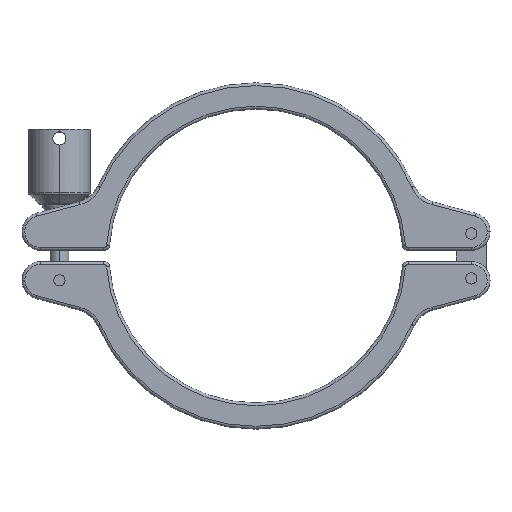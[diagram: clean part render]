
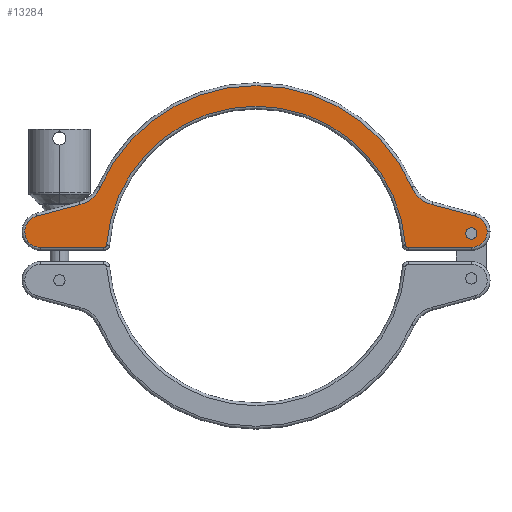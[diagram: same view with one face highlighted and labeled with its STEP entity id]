
A CAD part, top view. The second image highlights one B-rep face of the part: STEP entity #13284.
In plain terms, the highlighted planar face has unit normal (0, 0, 1).
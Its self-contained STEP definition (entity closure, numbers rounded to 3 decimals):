
#39 = CARTESIAN_POINT ( 'NONE',  ( 115., 4.5, 12. ) ) ;
#46 = CARTESIAN_POINT ( 'NONE',  ( -83.278, 36.684, 12. ) ) ;
#178 = ORIENTED_EDGE ( 'NONE', *, *, #1833, .T. ) ;
#193 = CIRCLE ( 'NONE', #2151, 16.5 ) ;
#200 = CARTESIAN_POINT ( 'NONE',  ( 79.783, 5.89, 12. ) ) ;
#203 = VERTEX_POINT ( 'NONE', #3731 ) ;
#208 = EDGE_CURVE ( 'NONE', #2494, #203, #8687, .T. ) ;
#367 = AXIS2_PLACEMENT_3D ( 'NONE', #1749, #666, #8145 ) ;
#389 = CARTESIAN_POINT ( 'NONE',  ( -117.2, 21.21, 12. ) ) ;
#571 = EDGE_CURVE ( 'NONE', #9403, #8857, #8469, .T. ) ;
#666 = DIRECTION ( 'NONE',  ( 0., 0., 1. ) ) ;
#673 = ORIENTED_EDGE ( 'NONE', *, *, #4545, .T. ) ;
#870 = CIRCLE ( 'NONE', #12855, 80. ) ;
#939 = EDGE_CURVE ( 'NONE', #2147, #10546, #8197, .T. ) ;
#958 = DIRECTION ( 'NONE',  ( 0., 0., 1. ) ) ;
#1164 = CARTESIAN_POINT ( 'NONE',  ( 115., 13., 12. ) ) ;
#1206 = AXIS2_PLACEMENT_3D ( 'NONE', #11781, #1340, #8618 ) ;
#1214 = ORIENTED_EDGE ( 'NONE', *, *, #2121, .T. ) ;
#1307 = DIRECTION ( 'NONE',  ( 1., 0., 0. ) ) ;
#1340 = DIRECTION ( 'NONE',  ( 0., 0., -1. ) ) ;
#1433 = CIRCLE ( 'NONE', #2087, 1.5 ) ;
#1526 = CIRCLE ( 'NONE', #7415, 1.5 ) ;
#1545 = CARTESIAN_POINT ( 'NONE',  ( 83.278, 36.684, 12. ) ) ;
#1592 = CIRCLE ( 'NONE', #4205, 3. ) ;
#1749 = CARTESIAN_POINT ( 'NONE',  ( -98.378, 43.336, 12. ) ) ;
#1833 = EDGE_CURVE ( 'NONE', #4866, #7661, #10766, .T. ) ;
#1999 = VERTEX_POINT ( 'NONE', #4107 ) ;
#2041 = VERTEX_POINT ( 'NONE', #7322 ) ;
#2087 = AXIS2_PLACEMENT_3D ( 'NONE', #11748, #12775, #1307 ) ;
#2121 = EDGE_CURVE ( 'NONE', #203, #2147, #5979, .T. ) ;
#2147 = VERTEX_POINT ( 'NONE', #13033 ) ;
#2151 = AXIS2_PLACEMENT_3D ( 'NONE', #9959, #4718, #2457 ) ;
#2320 = DIRECTION ( 'NONE',  ( 1., 0., 0. ) ) ;
#2457 = DIRECTION ( 'NONE',  ( 1., 0., 0. ) ) ;
#2478 = CIRCLE ( 'NONE', #6622, 8.5 ) ;
#2494 = VERTEX_POINT ( 'NONE', #9657 ) ;
#2614 = ORIENTED_EDGE ( 'NONE', *, *, #5006, .T. ) ;
#2751 = DIRECTION ( 'NONE',  ( 0., 0., 1. ) ) ;
#2812 = CARTESIAN_POINT ( 'NONE',  ( -81.279, 4.5, 12. ) ) ;
#2852 = CIRCLE ( 'NONE', #3060, 16.5 ) ;
#3060 = AXIS2_PLACEMENT_3D ( 'NONE', #6331, #9589, #8364 ) ;
#3080 = CARTESIAN_POINT ( 'NONE',  ( 0., 0., 12. ) ) ;
#3376 = ORIENTED_EDGE ( 'NONE', *, *, #208, .T. ) ;
#3707 = ORIENTED_EDGE ( 'NONE', *, *, #11968, .T. ) ;
#3731 = CARTESIAN_POINT ( 'NONE',  ( -117.2, 21.21, 12. ) ) ;
#3764 = CARTESIAN_POINT ( 'NONE',  ( 81.279, 6., 12. ) ) ;
#3787 = EDGE_CURVE ( 'NONE', #2041, #7432, #193, .T. ) ;
#3983 = ORIENTED_EDGE ( 'NONE', *, *, #10136, .T. ) ;
#4107 = CARTESIAN_POINT ( 'NONE',  ( 112., 12., 12. ) ) ;
#4205 = AXIS2_PLACEMENT_3D ( 'NONE', #8777, #12966, #2320 ) ;
#4257 = DIRECTION ( 'NONE',  ( 0., 0., -1. ) ) ;
#4300 = DIRECTION ( 'NONE',  ( 1., 0., 0. ) ) ;
#4384 = EDGE_LOOP ( 'NONE', ( #3707, #9704 ) ) ;
#4443 = AXIS2_PLACEMENT_3D ( 'NONE', #1164, #5328, #11593 ) ;
#4449 = AXIS2_PLACEMENT_3D ( 'NONE', #7835, #8036, #12154 ) ;
#4461 = CIRCLE ( 'NONE', #1206, 3. ) ;
#4545 = EDGE_CURVE ( 'NONE', #7661, #2041, #8165, .T. ) ;
#4676 = CARTESIAN_POINT ( 'NONE',  ( 0., 0., 12. ) ) ;
#4718 = DIRECTION ( 'NONE',  ( 0., 0., -1. ) ) ;
#4866 = VERTEX_POINT ( 'NONE', #10969 ) ;
#4872 = AXIS2_PLACEMENT_3D ( 'NONE', #4676, #2751, #7121 ) ;
#4943 = ORIENTED_EDGE ( 'NONE', *, *, #939, .T. ) ;
#4986 = CARTESIAN_POINT ( 'NONE',  ( -81.279, 4.5, 12. ) ) ;
#5006 = EDGE_CURVE ( 'NONE', #10277, #8313, #870, .T. ) ;
#5293 = ORIENTED_EDGE ( 'NONE', *, *, #571, .T. ) ;
#5328 = DIRECTION ( 'NONE',  ( 0., 0., 1. ) ) ;
#5356 = ORIENTED_EDGE ( 'NONE', *, *, #3787, .T. ) ;
#5543 = DIRECTION ( 'NONE',  ( 1., 0., 0. ) ) ;
#5979 = CIRCLE ( 'NONE', #4449, 8.5 ) ;
#6331 = CARTESIAN_POINT ( 'NONE',  ( -98.378, 43.336, 12. ) ) ;
#6563 = VECTOR ( 'NONE', #10764, 1000. ) ;
#6622 = AXIS2_PLACEMENT_3D ( 'NONE', #7371, #958, #4300 ) ;
#6734 = EDGE_CURVE ( 'NONE', #8313, #9403, #1526, .T. ) ;
#6932 = FACE_OUTER_BOUND ( 'NONE', #7042, .T. ) ;
#7042 = EDGE_LOOP ( 'NONE', ( #673, #5356, #3983, #9339, #3376, #1214, #4943, #10522, #2614, #10410, #5293, #12854, #178 ) ) ;
#7121 = DIRECTION ( 'NONE',  ( 1., 0., 0. ) ) ;
#7151 = CARTESIAN_POINT ( 'NONE',  ( 94.108, 27.398, 12. ) ) ;
#7322 = CARTESIAN_POINT ( 'NONE',  ( 94.108, 27.398, 12. ) ) ;
#7371 = CARTESIAN_POINT ( 'NONE',  ( 115., 13., 12. ) ) ;
#7415 = AXIS2_PLACEMENT_3D ( 'NONE', #3764, #11083, #5543 ) ;
#7432 = VERTEX_POINT ( 'NONE', #1545 ) ;
#7661 = VERTEX_POINT ( 'NONE', #13357 ) ;
#7835 = CARTESIAN_POINT ( 'NONE',  ( -115., 13., 12. ) ) ;
#8036 = DIRECTION ( 'NONE',  ( 0., 0., 1. ) ) ;
#8070 = CARTESIAN_POINT ( 'NONE',  ( 115., 4.5, 12. ) ) ;
#8112 = VECTOR ( 'NONE', #13267, 1000. ) ;
#8145 = DIRECTION ( 'NONE',  ( 1., 0., 0. ) ) ;
#8165 = LINE ( 'NONE', #7151, #12407 ) ;
#8197 = LINE ( 'NONE', #2812, #8112 ) ;
#8313 = VERTEX_POINT ( 'NONE', #200 ) ;
#8348 = EDGE_CURVE ( 'NONE', #8729, #2494, #2852, .T. ) ;
#8364 = DIRECTION ( 'NONE',  ( 1., 0., 0. ) ) ;
#8456 = DIRECTION ( 'NONE',  ( 1., 0., 0. ) ) ;
#8469 = LINE ( 'NONE', #39, #8965 ) ;
#8618 = DIRECTION ( 'NONE',  ( 1., 0., 0. ) ) ;
#8687 = LINE ( 'NONE', #389, #6563 ) ;
#8729 = VERTEX_POINT ( 'NONE', #46 ) ;
#8768 = CIRCLE ( 'NONE', #4872, 91. ) ;
#8777 = CARTESIAN_POINT ( 'NONE',  ( 115., 12., 12. ) ) ;
#8857 = VERTEX_POINT ( 'NONE', #8070 ) ;
#8965 = VECTOR ( 'NONE', #10620, 1000. ) ;
#9160 = CARTESIAN_POINT ( 'NONE',  ( 81.279, 4.5, 12. ) ) ;
#9339 = ORIENTED_EDGE ( 'NONE', *, *, #8348, .T. ) ;
#9403 = VERTEX_POINT ( 'NONE', #9160 ) ;
#9589 = DIRECTION ( 'NONE',  ( 0., 0., -1. ) ) ;
#9657 = CARTESIAN_POINT ( 'NONE',  ( -94.108, 27.398, 12. ) ) ;
#9704 = ORIENTED_EDGE ( 'NONE', *, *, #9871, .T. ) ;
#9871 = EDGE_CURVE ( 'NONE', #11845, #1999, #1592, .T. ) ;
#9948 = CARTESIAN_POINT ( 'NONE',  ( 118., 12., 12. ) ) ;
#9959 = CARTESIAN_POINT ( 'NONE',  ( 98.378, 43.336, 12. ) ) ;
#9997 = PLANE ( 'NONE',  #367 ) ;
#10136 = EDGE_CURVE ( 'NONE', #7432, #8729, #8768, .T. ) ;
#10277 = VERTEX_POINT ( 'NONE', #13211 ) ;
#10284 = DIRECTION ( 'NONE',  ( -0.966, 0.259, 0. ) ) ;
#10410 = ORIENTED_EDGE ( 'NONE', *, *, #6734, .T. ) ;
#10522 = ORIENTED_EDGE ( 'NONE', *, *, #11639, .T. ) ;
#10546 = VERTEX_POINT ( 'NONE', #4986 ) ;
#10620 = DIRECTION ( 'NONE',  ( 1., 0., 0. ) ) ;
#10650 = EDGE_CURVE ( 'NONE', #8857, #4866, #2478, .T. ) ;
#10764 = DIRECTION ( 'NONE',  ( -0.966, -0.259, 0. ) ) ;
#10766 = CIRCLE ( 'NONE', #4443, 8.5 ) ;
#10969 = CARTESIAN_POINT ( 'NONE',  ( 123.5, 13., 12. ) ) ;
#11083 = DIRECTION ( 'NONE',  ( 0., 0., 1. ) ) ;
#11230 = FACE_BOUND ( 'NONE', #4384, .T. ) ;
#11593 = DIRECTION ( 'NONE',  ( 1., 0., 0. ) ) ;
#11639 = EDGE_CURVE ( 'NONE', #10546, #10277, #1433, .T. ) ;
#11748 = CARTESIAN_POINT ( 'NONE',  ( -81.279, 6., 12. ) ) ;
#11781 = CARTESIAN_POINT ( 'NONE',  ( 115., 12., 12. ) ) ;
#11845 = VERTEX_POINT ( 'NONE', #9948 ) ;
#11968 = EDGE_CURVE ( 'NONE', #1999, #11845, #4461, .T. ) ;
#12154 = DIRECTION ( 'NONE',  ( 1., 0., 0. ) ) ;
#12407 = VECTOR ( 'NONE', #10284, 1000. ) ;
#12775 = DIRECTION ( 'NONE',  ( 0., 0., 1. ) ) ;
#12854 = ORIENTED_EDGE ( 'NONE', *, *, #10650, .T. ) ;
#12855 = AXIS2_PLACEMENT_3D ( 'NONE', #3080, #4257, #8456 ) ;
#12966 = DIRECTION ( 'NONE',  ( 0., 0., -1. ) ) ;
#13033 = CARTESIAN_POINT ( 'NONE',  ( -115., 4.5, 12. ) ) ;
#13211 = CARTESIAN_POINT ( 'NONE',  ( -79.783, 5.89, 12. ) ) ;
#13267 = DIRECTION ( 'NONE',  ( 1., 0., 0. ) ) ;
#13284 = ADVANCED_FACE ( 'NONE', ( #6932, #11230 ), #9997, .T. ) ;
#13357 = CARTESIAN_POINT ( 'NONE',  ( 117.2, 21.21, 12. ) ) ;
